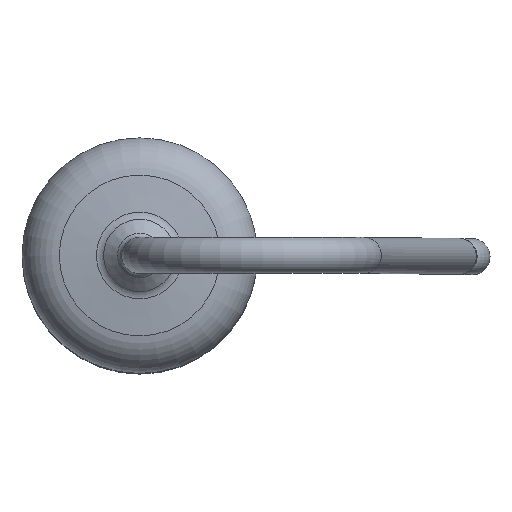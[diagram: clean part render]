
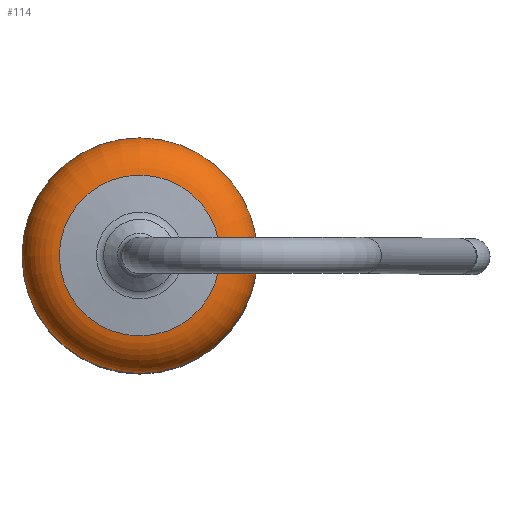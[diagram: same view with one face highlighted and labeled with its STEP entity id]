
A CAD part, top view. The second image highlights one B-rep face of the part: STEP entity #114.
In plain terms, the highlighted toroidal (fillet/blend) face has major radius 1.15 mm and minor radius 0.65 mm.
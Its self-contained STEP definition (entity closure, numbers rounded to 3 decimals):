
#114=ADVANCED_FACE('',(#456,#458),#460,.T.);
#456=FACE_OUTER_BOUND('',#457,.T.);
#457=EDGE_LOOP('',(#758));
#458=FACE_OUTER_BOUND('',#459,.T.);
#459=EDGE_LOOP('',(#759));
#460=TOROIDAL_SURFACE('',#461,1.15,0.65);
#461=AXIS2_PLACEMENT_3D('',#462,#463,#464);
#462=CARTESIAN_POINT('',(0.,0.,9.174));
#463=DIRECTION('',(0.,0.,1.));
#464=DIRECTION('',(1.,0.,0.));
#758=ORIENTED_EDGE('',*,*,#823,.T.);
#759=ORIENTED_EDGE('',*,*,#825,.F.);
#823=EDGE_CURVE('',#861,#861,#862,.T.);
#825=EDGE_CURVE('',#865,#865,#866,.T.);
#861=VERTEX_POINT('',#940);
#862=CIRCLE('',#941,1.8);
#865=VERTEX_POINT('',#950);
#866=CIRCLE('',#951,1.229);
#940=CARTESIAN_POINT('',(1.8,0.,9.174));
#941=AXIS2_PLACEMENT_3D('',#942,#943,#944);
#942=CARTESIAN_POINT('',(0.,0.,9.174));
#943=DIRECTION('',(0.,0.,1.));
#944=DIRECTION('',(1.,0.,0.));
#950=CARTESIAN_POINT('',(1.229,0.,9.819));
#951=AXIS2_PLACEMENT_3D('',#952,#953,#954);
#952=CARTESIAN_POINT('',(0.,0.,9.819));
#953=DIRECTION('',(0.,0.,1.));
#954=DIRECTION('',(1.,0.,0.));
